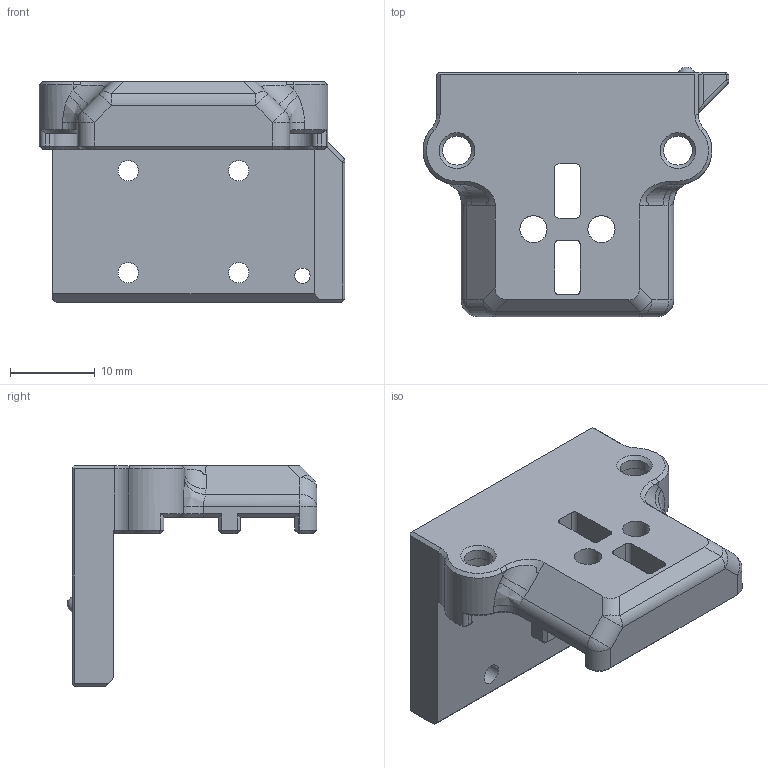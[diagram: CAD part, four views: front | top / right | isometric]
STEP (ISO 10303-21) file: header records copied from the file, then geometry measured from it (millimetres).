
FILE_DESCRIPTION(/* description */ (''),/* implementation_level */ '2;1');
FILE_NAME(/* name */ 'Carriage.step',/* time_stamp */ '2022-03-05T17:41:57-08:00',/* author */ (''),/* organization */ (''),/* preprocessor_version */ 'ST-DEVELOPER v18.1',/* originating_system */ 'Autodesk Translation Framework v10.13.0.1454',/* authorisation */ '');
FILE_SCHEMA (('AUTOMOTIVE_DESIGN { 1 0 10303 214 3 1 1 }'));
Length unit declared in the file: millimetre
Products named in the file (3): Mini-After-Sherpa2; cowling_universal taller; X_Carriage
Assembly tree (2 placements, depth 2):
  Mini-After-Sherpa2
    cowling_universal taller
    X_Carriage
Bounding box: 35.99 x 29.4 x 26 mm (x, y, z)
Volume: 7299.5 mm3; surface area: 4428.3 mm2
Topology: 1 solids, 1 shells, 240 faces, 634 edges, 391 vertices
Faces by surface type: plane 131, cylinder 62, cone 26, torus 8, bspline 7, sphere 6
Full cylindrical faces by diameter (mm): 1.8 x1, 2.4 x4, 3.2 x2, 3.4 x2, 4.2 x3, 4.6 x2
Entity records: 7843 total; most frequent: CARTESIAN_POINT 1720, DIRECTION 1284, ORIENTED_EDGE 1258, EDGE_CURVE 629, AXIS2_PLACEMENT_3D 433, LINE 418, VECTOR 418, VERTEX_POINT 391
